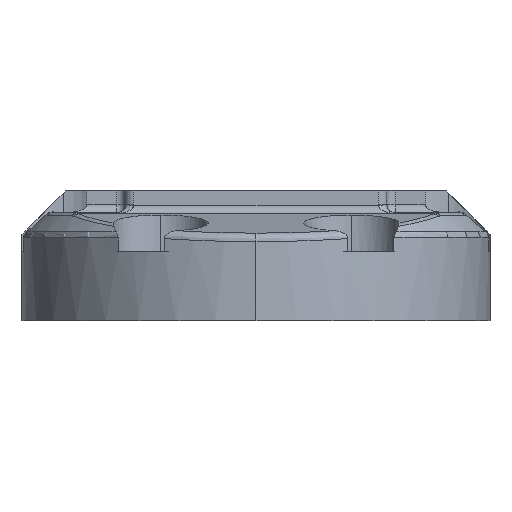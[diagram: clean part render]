
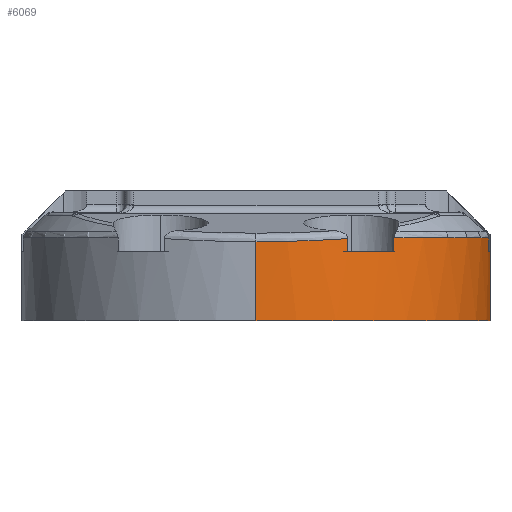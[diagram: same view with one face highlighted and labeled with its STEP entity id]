
A CAD part, left-side view. The second image highlights one B-rep face of the part: STEP entity #6069.
In plain terms, the highlighted cylindrical face has radius 54 mm (diameter 108 mm), a partial arc.
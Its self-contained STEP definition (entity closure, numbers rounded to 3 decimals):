
#109 = CARTESIAN_POINT ( 'NONE',  ( -38.916, -53.654, 19.172 ) ) ;
#264 = CARTESIAN_POINT ( 'NONE',  ( -82.472, -21.224, 16. ) ) ;
#446 = CARTESIAN_POINT ( 'NONE',  ( -32.818, 0., 16. ) ) ;
#468 = CARTESIAN_POINT ( 'NONE',  ( -76.441, -31.827, 23. ) ) ;
#524 = CARTESIAN_POINT ( 'NONE',  ( -32.818, -54., 16. ) ) ;
#556 = VERTEX_POINT ( 'NONE', #4612 ) ;
#884 = VERTEX_POINT ( 'NONE', #4629 ) ;
#987 = EDGE_CURVE ( 'NONE', #2320, #5628, #2809, .T. ) ;
#1122 = EDGE_CURVE ( 'NONE', #4864, #556, #3662, .T. ) ;
#1166 = EDGE_LOOP ( 'NONE', ( #6755, #2249, #7549, #5050, #2200, #4905, #6984, #7271, #3588, #1193 ) ) ;
#1177 = FACE_OUTER_BOUND ( 'NONE', #1166, .T. ) ;
#1193 = ORIENTED_EDGE ( 'NONE', *, *, #3595, .T. ) ;
#1228 = EDGE_CURVE ( 'NONE', #884, #556, #3134, .T. ) ;
#1374 = CARTESIAN_POINT ( 'NONE',  ( -86.818, 0., 18.31 ) ) ;
#1384 = DIRECTION ( 'NONE',  ( -1., 0., 0. ) ) ;
#1389 = CARTESIAN_POINT ( 'NONE',  ( -32.818, -54., 30. ) ) ;
#1448 = AXIS2_PLACEMENT_3D ( 'NONE', #6010, #4317, #1384 ) ;
#1599 = DIRECTION ( 'NONE',  ( 1., 0., 0. ) ) ;
#1688 = CIRCLE ( 'NONE', #6765, 54. ) ;
#1870 = VERTEX_POINT ( 'NONE', #5697 ) ;
#1908 = DIRECTION ( 'NONE',  ( 1., 0., 0. ) ) ;
#1922 = CARTESIAN_POINT ( 'NONE',  ( -38.916, -53.654, 16. ) ) ;
#1956 = VECTOR ( 'NONE', #2450, 1000. ) ;
#1973 = VERTEX_POINT ( 'NONE', #5745 ) ;
#2200 = ORIENTED_EDGE ( 'NONE', *, *, #3395, .F. ) ;
#2249 = ORIENTED_EDGE ( 'NONE', *, *, #3267, .T. ) ;
#2320 = VERTEX_POINT ( 'NONE', #6379 ) ;
#2351 = CARTESIAN_POINT ( 'NONE',  ( -86.818, 0., 18.31 ) ) ;
#2433 = DIRECTION ( 'NONE',  ( 0., 0., 1. ) ) ;
#2450 = DIRECTION ( 'NONE',  ( 0., 0., -1. ) ) ;
#2714 = CARTESIAN_POINT ( 'NONE',  ( -32.818, 0., 0. ) ) ;
#2716 = LINE ( 'NONE', #5920, #3531 ) ;
#2809 =( BOUNDED_CURVE ( )  B_SPLINE_CURVE ( 3, ( #3477, #2949, #7047, #2351 ),
 .UNSPECIFIED., .F., .T. ) 
 B_SPLINE_CURVE_WITH_KNOTS ( ( 4, 4 ),
 ( 5.879, 6.283 ),
 .UNSPECIFIED. ) 
 CURVE ( )  GEOMETRIC_REPRESENTATION_ITEM ( )  RATIONAL_B_SPLINE_CURVE ( ( 1., 0.986, 0.986, 1. ) ) 
 REPRESENTATION_ITEM ( '' )  );
#2905 = EDGE_CURVE ( 'NONE', #4670, #1870, #7037, .T. ) ;
#2949 = CARTESIAN_POINT ( 'NONE',  ( -85.349, -14.493, 18.549 ) ) ;
#2985 = DIRECTION ( 'NONE',  ( 0., 0., -1. ) ) ;
#3069 = LINE ( 'NONE', #5280, #7254 ) ;
#3120 = AXIS2_PLACEMENT_3D ( 'NONE', #4372, #3137, #7211 ) ;
#3134 = CIRCLE ( 'NONE', #4257, 54. ) ;
#3137 = DIRECTION ( 'NONE',  ( 0., 0., -1. ) ) ;
#3267 = EDGE_CURVE ( 'NONE', #5628, #884, #3069, .T. ) ;
#3365 = DIRECTION ( 'NONE',  ( 1., 0., 0. ) ) ;
#3395 = EDGE_CURVE ( 'NONE', #5712, #4864, #1688, .T. ) ;
#3477 = CARTESIAN_POINT ( 'NONE',  ( -82.472, -21.224, 19.017 ) ) ;
#3531 = VECTOR ( 'NONE', #2433, 1000. ) ;
#3588 = ORIENTED_EDGE ( 'NONE', *, *, #2905, .F. ) ;
#3595 = EDGE_CURVE ( 'NONE', #4670, #2320, #7532, .T. ) ;
#3662 = LINE ( 'NONE', #1389, #1956 ) ;
#3724 = VECTOR ( 'NONE', #2985, 1000. ) ;
#3863 = DIRECTION ( 'NONE',  ( 0., 0., 1. ) ) ;
#4070 = DIRECTION ( 'NONE',  ( 0., 0., -1. ) ) ;
#4079 = CIRCLE ( 'NONE', #3120, 54. ) ;
#4257 = AXIS2_PLACEMENT_3D ( 'NONE', #2714, #3863, #3365 ) ;
#4317 = DIRECTION ( 'NONE',  ( 0., 0., -1. ) ) ;
#4372 = CARTESIAN_POINT ( 'NONE',  ( -32.818, 0., 19.172 ) ) ;
#4526 = CARTESIAN_POINT ( 'NONE',  ( -82.472, -21.224, 23. ) ) ;
#4612 = CARTESIAN_POINT ( 'NONE',  ( -32.818, -54., 0. ) ) ;
#4629 = CARTESIAN_POINT ( 'NONE',  ( -86.818, 0., 0. ) ) ;
#4670 = VERTEX_POINT ( 'NONE', #264 ) ;
#4864 = VERTEX_POINT ( 'NONE', #524 ) ;
#4905 = ORIENTED_EDGE ( 'NONE', *, *, #6356, .T. ) ;
#5050 = ORIENTED_EDGE ( 'NONE', *, *, #1122, .F. ) ;
#5060 = VECTOR ( 'NONE', #5172, 1000. ) ;
#5094 = DIRECTION ( 'NONE',  ( 0., 0., 1. ) ) ;
#5172 = DIRECTION ( 'NONE',  ( 0., 0., 1. ) ) ;
#5174 = AXIS2_PLACEMENT_3D ( 'NONE', #446, #5094, #1599 ) ;
#5280 = CARTESIAN_POINT ( 'NONE',  ( -86.818, 0., 30. ) ) ;
#5400 = CARTESIAN_POINT ( 'NONE',  ( -32.818, 0., 16. ) ) ;
#5448 = EDGE_CURVE ( 'NONE', #1973, #1870, #5481, .T. ) ;
#5481 = LINE ( 'NONE', #468, #3724 ) ;
#5628 = VERTEX_POINT ( 'NONE', #1374 ) ;
#5697 = CARTESIAN_POINT ( 'NONE',  ( -76.441, -31.827, 16. ) ) ;
#5712 = VERTEX_POINT ( 'NONE', #1922 ) ;
#5745 = CARTESIAN_POINT ( 'NONE',  ( -76.441, -31.827, 19.172 ) ) ;
#5920 = CARTESIAN_POINT ( 'NONE',  ( -38.916, -53.654, 23. ) ) ;
#5947 = DIRECTION ( 'NONE',  ( 0., 0., 1. ) ) ;
#6010 = CARTESIAN_POINT ( 'NONE',  ( -32.818, 0., 30. ) ) ;
#6069 = ADVANCED_FACE ( 'NONE', ( #1177 ), #6265, .T. ) ;
#6265 = CYLINDRICAL_SURFACE ( 'NONE', #1448, 54. ) ;
#6342 = VERTEX_POINT ( 'NONE', #109 ) ;
#6356 = EDGE_CURVE ( 'NONE', #5712, #6342, #2716, .T. ) ;
#6379 = CARTESIAN_POINT ( 'NONE',  ( -82.472, -21.224, 19.017 ) ) ;
#6755 = ORIENTED_EDGE ( 'NONE', *, *, #987, .T. ) ;
#6765 = AXIS2_PLACEMENT_3D ( 'NONE', #5400, #5947, #1908 ) ;
#6984 = ORIENTED_EDGE ( 'NONE', *, *, #7002, .T. ) ;
#7002 = EDGE_CURVE ( 'NONE', #6342, #1973, #4079, .T. ) ;
#7037 = CIRCLE ( 'NONE', #5174, 54. ) ;
#7047 = CARTESIAN_POINT ( 'NONE',  ( -86.818, -7.321, 18.31 ) ) ;
#7211 = DIRECTION ( 'NONE',  ( 1., 0., 0. ) ) ;
#7254 = VECTOR ( 'NONE', #4070, 1000. ) ;
#7271 = ORIENTED_EDGE ( 'NONE', *, *, #5448, .T. ) ;
#7532 = LINE ( 'NONE', #4526, #5060 ) ;
#7549 = ORIENTED_EDGE ( 'NONE', *, *, #1228, .T. ) ;
